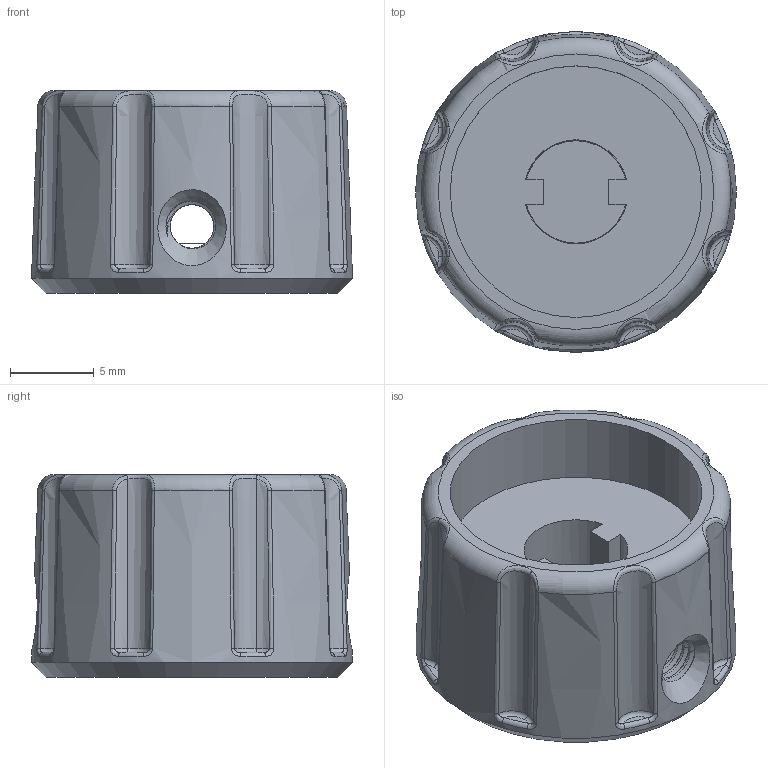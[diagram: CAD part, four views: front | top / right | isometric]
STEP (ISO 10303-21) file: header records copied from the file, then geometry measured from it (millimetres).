
FILE_DESCRIPTION(('FreeCAD Model'),'2;1');
FILE_NAME('Open CASCADE Shape Model','2023-06-26T12:55:50',('Author'),( ''),'Open CASCADE STEP processor 7.5','FreeCAD','Unknown');
FILE_SCHEMA(('AUTOMOTIVE_DESIGN { 1 0 10303 214 1 1 1 1 }'));
Length unit declared in the file: millimetre
Products named in the file (1): outer knob boeing style
Bounding box: 19.14 x 19.14 x 12.1 mm (x, y, z)
Volume: 2164.1 mm3; surface area: 1734.3 mm2
Topology: 1 solids, 1 shells, 199 faces, 543 edges, 341 vertices
Faces by surface type: bspline 130, plane 23, torus 19, cone 17, cylinder 10
Full cylindrical faces by diameter (mm): 15 x1
Entity records: 40445 total; most frequent: CARTESIAN_POINT 31785, ORIENTED_EDGE 1078, PCURVE 1078, DEFINITIONAL_REPRESENTATION 1078, DIRECTION 946, B_SPLINE_CURVE_WITH_KNOTS 741, LINE 626, VECTOR 626
